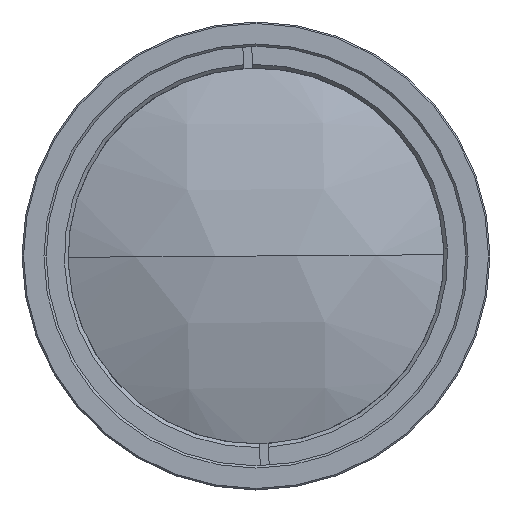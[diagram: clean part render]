
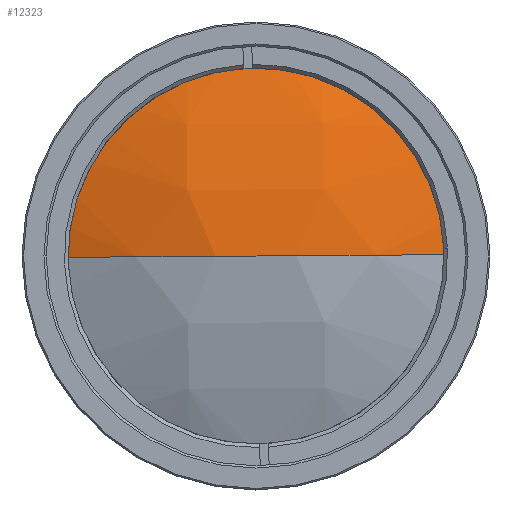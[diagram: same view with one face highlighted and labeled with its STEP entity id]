
A CAD part, left-side view. The second image highlights one B-rep face of the part: STEP entity #12323.
In plain terms, the highlighted free-form (B-spline) face has degree [3, 3] with [4, 4] control points.
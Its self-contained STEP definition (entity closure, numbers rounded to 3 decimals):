
#61 = EDGE_CURVE ( 'NONE', #12126, #3945, #9237, .T. ) ;
#92 = CARTESIAN_POINT ( 'NONE',  ( -61.284, 26.857, 8.24 ) ) ;
#154 = CARTESIAN_POINT ( 'NONE',  ( -59.557, -26.685, 16.851 ) ) ;
#182 = AXIS2_PLACEMENT_3D ( 'NONE', #9931, #4787, #11693 ) ;
#214 = CARTESIAN_POINT ( 'NONE',  ( -68.929, 9.47, -0.065 ) ) ;
#624 = DIRECTION ( 'NONE',  ( 1., 0., 0. ) ) ;
#1143 = CARTESIAN_POINT ( 'NONE',  ( -68.929, -9.405, 9.548 ) ) ;
#1992 = CIRCLE ( 'NONE', #6004, 26.5 ) ;
#2145 = AXIS2_PLACEMENT_3D ( 'NONE', #2400, #6624, #10559 ) ;
#2222 = ORIENTED_EDGE ( 'NONE', *, *, #61, .F. ) ;
#2400 = CARTESIAN_POINT ( 'NONE',  ( -0.538, 0., 0. ) ) ;
#3123 = ORIENTED_EDGE ( 'NONE', *, *, #4812, .F. ) ;
#3517 =( BOUNDED_SURFACE ( )  B_SPLINE_SURFACE ( 3, 3, ( 
 ( #6119, #92, #5222, #11338 ),
 ( #214, #8142, #12135, #7161 ),
 ( #6176, #1143, #9249, #11273 ),
 ( #11211, #5149, #154, #12194 ) ),
 .UNSPECIFIED., .F., .F., .F. ) 
 B_SPLINE_SURFACE_WITH_KNOTS ( ( 4, 4 ),
 ( 4, 4 ),
 ( 0., 1. ),
 ( 0., 1. ),
 .UNSPECIFIED. ) 
 GEOMETRIC_REPRESENTATION_ITEM ( )  RATIONAL_B_SPLINE_SURFACE ( (
 ( 1., 0.986, 0.986, 1.),
 ( 0.943, 0.93, 0.93, 0.943),
 ( 0.943, 0.93, 0.93, 0.943),
 ( 1., 0.986, 0.986, 1.) ) ) 
 REPRESENTATION_ITEM ( '' )  SURFACE ( )  );
#3642 = CARTESIAN_POINT ( 'NONE',  ( -61.415, -26.499, 0.181 ) ) ;
#3945 = VERTEX_POINT ( 'NONE', #12744 ) ;
#4588 = VERTEX_POINT ( 'NONE', #3642 ) ;
#4787 = DIRECTION ( 'NONE',  ( 1., 0., 0. ) ) ;
#4812 = EDGE_CURVE ( 'NONE', #3945, #4588, #1992, .T. ) ;
#5149 = CARTESIAN_POINT ( 'NONE',  ( -61.284, -26.741, 8.606 ) ) ;
#5222 = CARTESIAN_POINT ( 'NONE',  ( -59.557, 26.913, 16.484 ) ) ;
#6004 = AXIS2_PLACEMENT_3D ( 'NONE', #12380, #624, #10497 ) ;
#6119 = CARTESIAN_POINT ( 'NONE',  ( -61.284, 26.799, -0.183 ) ) ;
#6176 = CARTESIAN_POINT ( 'NONE',  ( -68.929, -9.47, 0.065 ) ) ;
#6624 = DIRECTION ( 'NONE',  ( 0., 0.007, 1. ) ) ;
#7161 = CARTESIAN_POINT ( 'NONE',  ( -63.178, 9.658, 27.386 ) ) ;
#7362 = FACE_OUTER_BOUND ( 'NONE', #8029, .T. ) ;
#8029 = EDGE_LOOP ( 'NONE', ( #2222, #9708, #3123 ) ) ;
#8142 = CARTESIAN_POINT ( 'NONE',  ( -68.929, 9.535, 9.418 ) ) ;
#8921 = CARTESIAN_POINT ( 'NONE',  ( -61.415, 26.499, -0.181 ) ) ;
#9237 = CIRCLE ( 'NONE', #182, 26.5 ) ;
#9249 = CARTESIAN_POINT ( 'NONE',  ( -66.985, -9.342, 18.83 ) ) ;
#9708 = ORIENTED_EDGE ( 'NONE', *, *, #9876, .T. ) ;
#9876 = EDGE_CURVE ( 'NONE', #12126, #4588, #11796, .T. ) ;
#9931 = CARTESIAN_POINT ( 'NONE',  ( -61.415, 0., 0. ) ) ;
#10497 = DIRECTION ( 'NONE',  ( 0., -0.007, -1. ) ) ;
#10559 = DIRECTION ( 'NONE',  ( 0., 1., -0.007 ) ) ;
#11211 = CARTESIAN_POINT ( 'NONE',  ( -61.284, -26.799, 0.183 ) ) ;
#11273 = CARTESIAN_POINT ( 'NONE',  ( -63.178, -9.282, 27.515 ) ) ;
#11338 = CARTESIAN_POINT ( 'NONE',  ( -56.176, 26.966, 24.199 ) ) ;
#11693 = DIRECTION ( 'NONE',  ( 0., -0.007, -1. ) ) ;
#11796 = CIRCLE ( 'NONE', #2145, 66.395 ) ;
#12126 = VERTEX_POINT ( 'NONE', #8921 ) ;
#12135 = CARTESIAN_POINT ( 'NONE',  ( -66.985, 9.599, 18.7 ) ) ;
#12194 = CARTESIAN_POINT ( 'NONE',  ( -56.176, -26.632, 24.565 ) ) ;
#12323 = ADVANCED_FACE ( 'NONE', ( #7362 ), #3517, .T. ) ;
#12380 = CARTESIAN_POINT ( 'NONE',  ( -61.415, 0., 0. ) ) ;
#12744 = CARTESIAN_POINT ( 'NONE',  ( -61.415, 0.181, 26.499 ) ) ;
